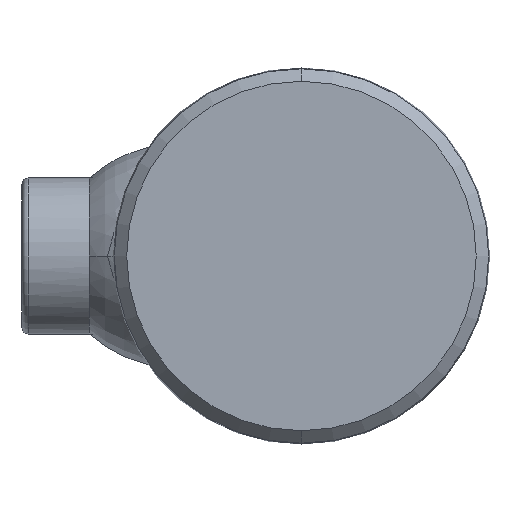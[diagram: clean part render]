
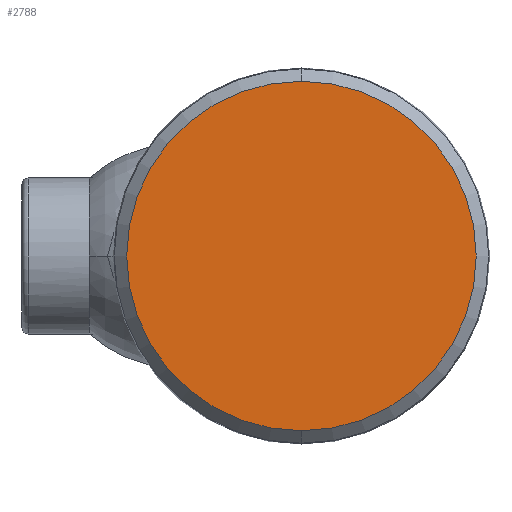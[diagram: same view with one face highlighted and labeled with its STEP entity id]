
A CAD part, left-side view. The second image highlights one B-rep face of the part: STEP entity #2788.
In plain terms, the highlighted planar face has unit normal (-1, 0, 0).
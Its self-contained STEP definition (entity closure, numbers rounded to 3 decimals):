
#32 = DIRECTION ( 'NONE',  ( 0., 0., -1. ) ) ;
#56 = DIRECTION ( 'NONE',  ( 1., 0., 0. ) ) ;
#144 = AXIS2_PLACEMENT_3D ( 'NONE', #1505, #1504, #1499 ) ;
#169 = AXIS2_PLACEMENT_3D ( 'NONE', #1564, #1562, #1559 ) ;
#828 = PLANE ( 'NONE',  #1626 ) ;
#880 = EDGE_CURVE ( 'NONE', #898, #2352, #1071, .T. ) ;
#898 = VERTEX_POINT ( 'NONE', #1554 ) ;
#929 = EDGE_CURVE ( 'NONE', #2352, #898, #982, .T. ) ;
#982 = CIRCLE ( 'NONE', #144, 28. ) ;
#1071 = CIRCLE ( 'NONE', #169, 28. ) ;
#1095 = CARTESIAN_POINT ( 'NONE',  ( 0., 0., 0. ) ) ;
#1156 = FACE_OUTER_BOUND ( 'NONE', #2083, .T. ) ;
#1499 = DIRECTION ( 'NONE',  ( 0., 0., -1. ) ) ;
#1504 = DIRECTION ( 'NONE',  ( -1., 0., 0. ) ) ;
#1505 = CARTESIAN_POINT ( 'NONE',  ( 0., 0., 0. ) ) ;
#1554 = CARTESIAN_POINT ( 'NONE',  ( 0., 0., 28. ) ) ;
#1559 = DIRECTION ( 'NONE',  ( 0., 0., -1. ) ) ;
#1562 = DIRECTION ( 'NONE',  ( -1., 0., 0. ) ) ;
#1564 = CARTESIAN_POINT ( 'NONE',  ( 0., 0., 0. ) ) ;
#1626 = AXIS2_PLACEMENT_3D ( 'NONE', #1095, #56, #32 ) ;
#1797 = CARTESIAN_POINT ( 'NONE',  ( 0., 0., -28. ) ) ;
#2083 = EDGE_LOOP ( 'NONE', ( #3297, #3436 ) ) ;
#2352 = VERTEX_POINT ( 'NONE', #1797 ) ;
#2788 = ADVANCED_FACE ( 'NONE', ( #1156 ), #828, .F. ) ;
#3297 = ORIENTED_EDGE ( 'NONE', *, *, #929, .T. ) ;
#3436 = ORIENTED_EDGE ( 'NONE', *, *, #880, .T. ) ;
